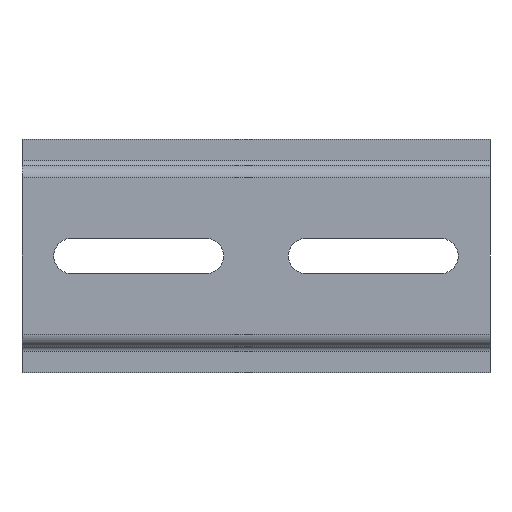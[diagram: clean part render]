
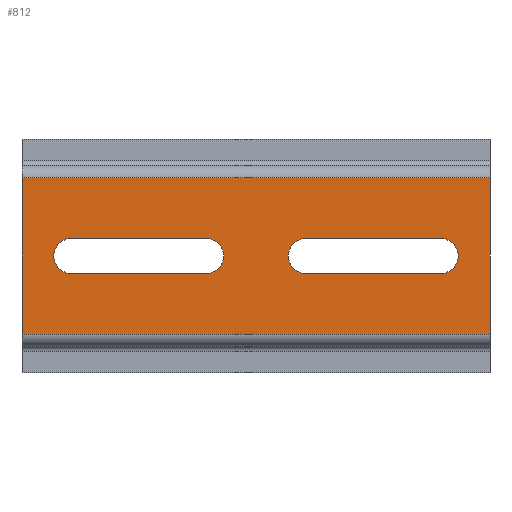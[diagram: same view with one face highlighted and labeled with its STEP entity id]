
A CAD part, front view. The second image highlights one B-rep face of the part: STEP entity #812.
In plain terms, the highlighted planar face has unit normal (0, -1, 0).
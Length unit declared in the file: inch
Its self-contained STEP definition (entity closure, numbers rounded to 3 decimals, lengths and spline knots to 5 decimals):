
#137=DIRECTION('',(0.,0.,-1.));
#138=VECTOR('',#137,0.92126);
#139=CARTESIAN_POINT('',(-1.37795,0.,0.46063));
#140=LINE('',#139,#138);
#149=DIRECTION('',(1.,0.,0.));
#150=VECTOR('',#149,2.75591);
#151=CARTESIAN_POINT('',(-1.37795,0.,0.46063));
#152=LINE('',#151,#150);
#153=DIRECTION('',(1.,0.,0.));
#154=VECTOR('',#153,0.79134);
#155=CARTESIAN_POINT('',(-1.08661,0.,-0.10433));
#156=LINE('',#155,#154);
#157=CARTESIAN_POINT('',(-0.29528,0.,0.));
#158=DIRECTION('',(0.,1.,0.));
#159=DIRECTION('',(0.,0.,1.));
#160=AXIS2_PLACEMENT_3D('',#157,#158,#159);
#162=DIRECTION('',(-1.,0.,0.));
#163=VECTOR('',#162,0.79134);
#164=CARTESIAN_POINT('',(-0.29528,0.,0.10433));
#165=LINE('',#164,#163);
#166=CARTESIAN_POINT('',(-1.08661,0.,0.));
#167=DIRECTION('',(0.,1.,0.));
#168=DIRECTION('',(0.,0.,-1.));
#169=AXIS2_PLACEMENT_3D('',#166,#167,#168);
#171=DIRECTION('',(1.,0.,0.));
#172=VECTOR('',#171,0.79134);
#173=CARTESIAN_POINT('',(0.29528,0.,-0.10433));
#174=LINE('',#173,#172);
#175=CARTESIAN_POINT('',(1.08661,0.,0.));
#176=DIRECTION('',(0.,1.,0.));
#177=DIRECTION('',(0.,0.,1.));
#178=AXIS2_PLACEMENT_3D('',#175,#176,#177);
#180=DIRECTION('',(-1.,0.,0.));
#181=VECTOR('',#180,0.79134);
#182=CARTESIAN_POINT('',(1.08661,0.,0.10433));
#183=LINE('',#182,#181);
#184=CARTESIAN_POINT('',(0.29528,0.,0.));
#185=DIRECTION('',(0.,1.,0.));
#186=DIRECTION('',(0.,0.,-1.));
#187=AXIS2_PLACEMENT_3D('',#184,#185,#186);
#189=DIRECTION('',(0.,0.,-1.));
#190=VECTOR('',#189,0.92126);
#191=CARTESIAN_POINT('',(1.37795,0.,0.46063));
#192=LINE('',#191,#190);
#259=DIRECTION('',(1.,0.,0.));
#260=VECTOR('',#259,2.75591);
#261=CARTESIAN_POINT('',(-1.37795,0.,-0.46063));
#262=LINE('',#261,#260);
#433=CARTESIAN_POINT('',(-1.37795,0.,0.46063));
#434=VERTEX_POINT('',#433);
#435=CARTESIAN_POINT('',(-1.37795,0.,-0.46063));
#436=VERTEX_POINT('',#435);
#453=CARTESIAN_POINT('',(1.37795,0.,0.46063));
#454=VERTEX_POINT('',#453);
#455=CARTESIAN_POINT('',(1.37795,0.,-0.46063));
#456=VERTEX_POINT('',#455);
#505=CARTESIAN_POINT('',(-1.08661,0.,-0.10433));
#506=CARTESIAN_POINT('',(-0.29528,0.,-0.10433));
#507=VERTEX_POINT('',#505);
#508=VERTEX_POINT('',#506);
#509=CARTESIAN_POINT('',(-0.29528,0.,0.10433));
#510=VERTEX_POINT('',#509);
#511=CARTESIAN_POINT('',(-1.08661,0.,0.10433));
#512=VERTEX_POINT('',#511);
#521=CARTESIAN_POINT('',(0.29528,0.,-0.10433));
#522=CARTESIAN_POINT('',(1.08661,0.,-0.10433));
#523=VERTEX_POINT('',#521);
#524=VERTEX_POINT('',#522);
#525=CARTESIAN_POINT('',(1.08661,0.,0.10433));
#526=VERTEX_POINT('',#525);
#527=CARTESIAN_POINT('',(0.29528,0.,0.10433));
#528=VERTEX_POINT('',#527);
#779=CARTESIAN_POINT('',(-1.37795,0.,0.46063));
#780=DIRECTION('',(0.,-1.,0.));
#781=DIRECTION('',(0.,0.,-1.));
#782=AXIS2_PLACEMENT_3D('',#779,#780,#781);
#783=PLANE('',#782);
#784=ORIENTED_EDGE('',*,*,#769,.F.);
#785=ORIENTED_EDGE('',*,*,#745,.T.);
#787=ORIENTED_EDGE('',*,*,#786,.T.);
#789=ORIENTED_EDGE('',*,*,#788,.F.);
#790=EDGE_LOOP('',(#784,#785,#787,#789));
#791=FACE_OUTER_BOUND('',#790,.F.);
#793=ORIENTED_EDGE('',*,*,#792,.T.);
#795=ORIENTED_EDGE('',*,*,#794,.F.);
#797=ORIENTED_EDGE('',*,*,#796,.T.);
#799=ORIENTED_EDGE('',*,*,#798,.F.);
#800=EDGE_LOOP('',(#793,#795,#797,#799));
#801=FACE_BOUND('',#800,.F.);
#803=ORIENTED_EDGE('',*,*,#802,.T.);
#805=ORIENTED_EDGE('',*,*,#804,.F.);
#807=ORIENTED_EDGE('',*,*,#806,.T.);
#809=ORIENTED_EDGE('',*,*,#808,.F.);
#810=EDGE_LOOP('',(#803,#805,#807,#809));
#811=FACE_BOUND('',#810,.F.);
#812=ADVANCED_FACE('',(#791,#801,#811),#783,.T.);
#161=CIRCLE('',#160,0.10433);
#170=CIRCLE('',#169,0.10433);
#179=CIRCLE('',#178,0.10433);
#188=CIRCLE('',#187,0.10433);
#745=EDGE_CURVE('',#434,#454,#152,.T.);
#769=EDGE_CURVE('',#434,#436,#140,.T.);
#786=EDGE_CURVE('',#454,#456,#192,.T.);
#788=EDGE_CURVE('',#436,#456,#262,.T.);
#792=EDGE_CURVE('',#507,#508,#156,.T.);
#794=EDGE_CURVE('',#510,#508,#161,.T.);
#796=EDGE_CURVE('',#510,#512,#165,.T.);
#798=EDGE_CURVE('',#507,#512,#170,.T.);
#802=EDGE_CURVE('',#523,#524,#174,.T.);
#804=EDGE_CURVE('',#526,#524,#179,.T.);
#806=EDGE_CURVE('',#526,#528,#183,.T.);
#808=EDGE_CURVE('',#523,#528,#188,.T.);
